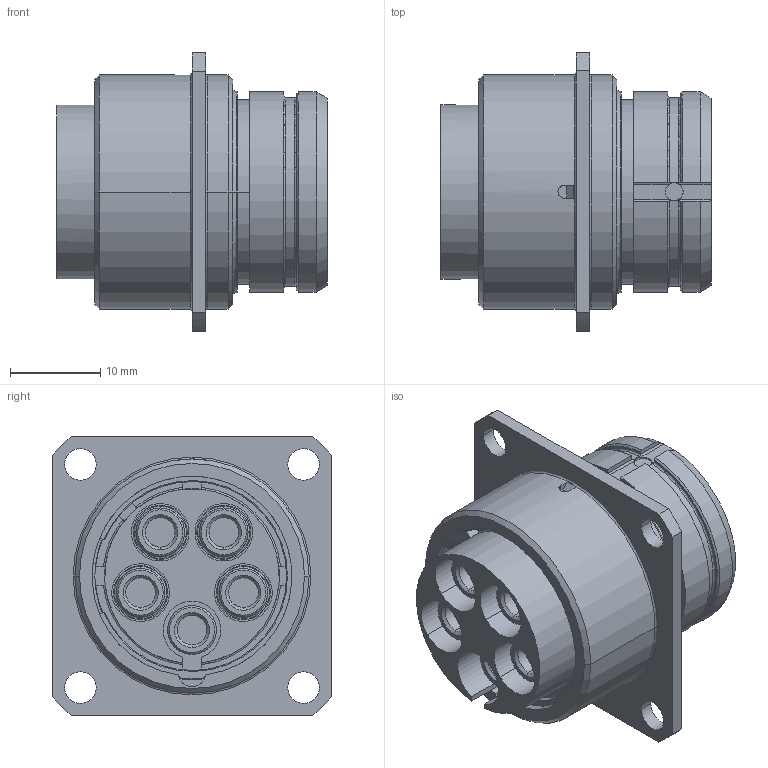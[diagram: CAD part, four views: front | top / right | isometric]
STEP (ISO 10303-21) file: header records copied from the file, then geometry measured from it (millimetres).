
FILE_DESCRIPTION((''),'2;1');
FILE_NAME('1331E405FS','2024-08-23T08:28:32',('paultorloting'),('NET AG system integration'),'CREO PARAMETRIC BY PTC INC, 2021404','CREO PARAMETRIC BY PTC INC, 2021404','');
FILE_SCHEMA(('AUTOMOTIVE_DESIGN { 1 0 10303 214 1 1 1 1 }'));
Length unit declared in the file: millimetre
Products named in the file (1): 1331E405FS
Bounding box: 30 x 31 x 31 mm (x, y, z)
Volume: 10230.1 mm3; surface area: 10603.1 mm2
Topology: 1 solids, 1 shells, 403 faces, 1041 edges, 662 vertices
Faces by surface type: plane 165, cylinder 144, torus 55, cone 39
Entity records: 16545 total; most frequent: CARTESIAN_POINT 3475, DIRECTION 2256, ORIENTED_EDGE 2078, EDGE_CURVE 1039, AXIS2_PLACEMENT_3D 904, VERTEX_POINT 662, CIRCLE 491, EDGE_LOOP 451
